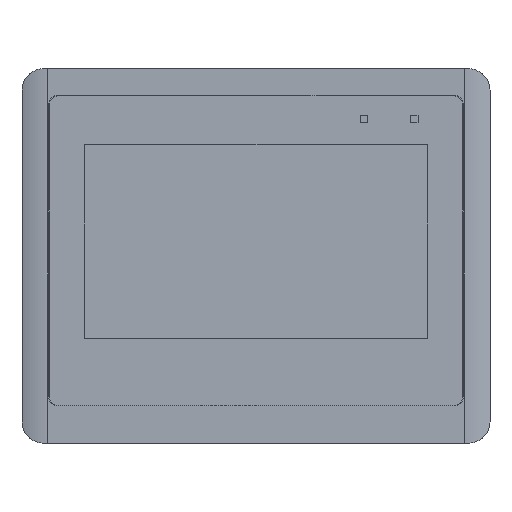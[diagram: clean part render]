
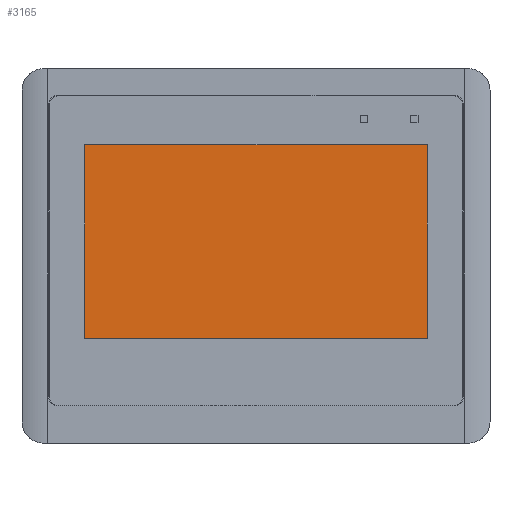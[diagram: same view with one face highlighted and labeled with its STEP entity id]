
A CAD part, top view. The second image highlights one B-rep face of the part: STEP entity #3165.
In plain terms, the highlighted planar face has unit normal (0, 0, 1).
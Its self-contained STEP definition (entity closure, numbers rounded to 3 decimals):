
#31 = DIRECTION ( 'NONE',  ( 1., 0., 0. ) ) ;
#95 = CARTESIAN_POINT ( 'NONE',  ( -47.52, -26.93, 4.18 ) ) ;
#134 = DIRECTION ( 'NONE',  ( 0., -1., 0. ) ) ;
#183 = CARTESIAN_POINT ( 'NONE',  ( -47.52, 26.93, 4.18 ) ) ;
#321 = CARTESIAN_POINT ( 'NONE',  ( -47.52, 26.93, 4.18 ) ) ;
#526 = DIRECTION ( 'NONE',  ( -1., 0., 0. ) ) ;
#552 = CARTESIAN_POINT ( 'NONE',  ( 47.52, 26.93, 4.18 ) ) ;
#1074 = LINE ( 'NONE', #5570, #12359 ) ;
#1621 = DIRECTION ( 'NONE',  ( 0., 1., 0. ) ) ;
#1735 = VECTOR ( 'NONE', #526, 1000. ) ;
#2708 = EDGE_CURVE ( 'NONE', #8824, #6053, #17444, .T. ) ;
#2739 = EDGE_CURVE ( 'NONE', #6053, #14641, #4349, .T. ) ;
#2762 = EDGE_CURVE ( 'NONE', #14641, #5329, #12835, .T. ) ;
#2764 = EDGE_CURVE ( 'NONE', #5329, #8824, #1074, .T. ) ;
#3165 = ADVANCED_FACE ( 'NONE', ( #14232 ), #16487, .T. ) ;
#3740 = ORIENTED_EDGE ( 'NONE', *, *, #2708, .T. ) ;
#4349 = LINE ( 'NONE', #183, #12108 ) ;
#5329 = VERTEX_POINT ( 'NONE', #10138 ) ;
#5570 = CARTESIAN_POINT ( 'NONE',  ( 47.52, -26.93, 4.18 ) ) ;
#6053 = VERTEX_POINT ( 'NONE', #321 ) ;
#7497 = CARTESIAN_POINT ( 'NONE',  ( 47.52, 26.93, 4.18 ) ) ;
#7911 = AXIS2_PLACEMENT_3D ( 'NONE', #17809, #17874, #17907 ) ;
#8824 = VERTEX_POINT ( 'NONE', #7497 ) ;
#9013 = VECTOR ( 'NONE', #31, 1000. ) ;
#10138 = CARTESIAN_POINT ( 'NONE',  ( 47.52, -26.93, 4.18 ) ) ;
#12108 = VECTOR ( 'NONE', #134, 1000. ) ;
#12359 = VECTOR ( 'NONE', #1621, 1000. ) ;
#12835 = LINE ( 'NONE', #95, #9013 ) ;
#13201 = EDGE_LOOP ( 'NONE', ( #16587, #13217, #14366, #3740 ) ) ;
#13217 = ORIENTED_EDGE ( 'NONE', *, *, #2762, .T. ) ;
#14232 = FACE_OUTER_BOUND ( 'NONE', #13201, .T. ) ;
#14238 = CARTESIAN_POINT ( 'NONE',  ( -47.52, -26.93, 4.18 ) ) ;
#14366 = ORIENTED_EDGE ( 'NONE', *, *, #2764, .T. ) ;
#14641 = VERTEX_POINT ( 'NONE', #14238 ) ;
#16487 = PLANE ( 'NONE',  #7911 ) ;
#16587 = ORIENTED_EDGE ( 'NONE', *, *, #2739, .T. ) ;
#17444 = LINE ( 'NONE', #552, #1735 ) ;
#17809 = CARTESIAN_POINT ( 'NONE',  ( 0., 0., 4.18 ) ) ;
#17874 = DIRECTION ( 'NONE',  ( 0., 0., 1. ) ) ;
#17907 = DIRECTION ( 'NONE',  ( 1., 0., 0. ) ) ;
